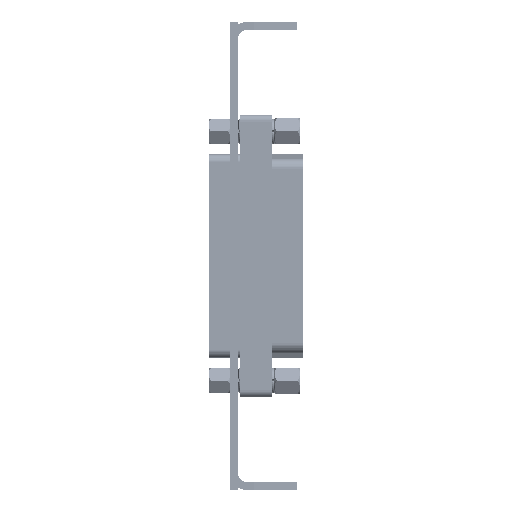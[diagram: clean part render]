
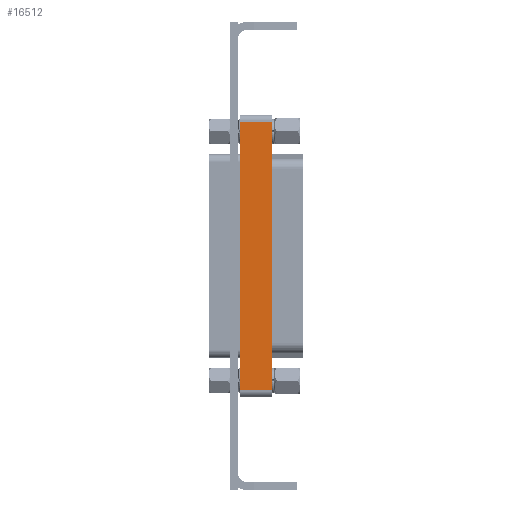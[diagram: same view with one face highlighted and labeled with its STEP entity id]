
A CAD part, left-side view. The second image highlights one B-rep face of the part: STEP entity #16512.
In plain terms, the highlighted face is planar.
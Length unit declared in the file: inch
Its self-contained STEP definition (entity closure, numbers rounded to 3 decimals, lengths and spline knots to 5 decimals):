
#491 = LINE ( 'NONE', #32310, #36436 ) ;
#701 = CARTESIAN_POINT ( 'NONE',  ( 1., -0.11811, 0.255 ) ) ;
#2240 = DIRECTION ( 'NONE',  ( -1., 0., 0. ) ) ;
#2978 = DIRECTION ( 'NONE',  ( 0., 1., 0. ) ) ;
#4970 = LINE ( 'NONE', #19828, #20849 ) ;
#5171 = ORIENTED_EDGE ( 'NONE', *, *, #18721, .T. ) ;
#5224 = CARTESIAN_POINT ( 'NONE',  ( -1., -0.11811, 0.255 ) ) ;
#5616 = DIRECTION ( 'NONE',  ( 1., 0., 0. ) ) ;
#8162 = VERTEX_POINT ( 'NONE', #10680 ) ;
#9348 = DIRECTION ( 'NONE',  ( 1., 0., 0. ) ) ;
#9576 = VECTOR ( 'NONE', #9348, 39.37008 ) ;
#10680 = CARTESIAN_POINT ( 'NONE',  ( -1., 0.11811, 0.255 ) ) ;
#11429 = EDGE_CURVE ( 'NONE', #26724, #17424, #4970, .T. ) ;
#15155 = DIRECTION ( 'NONE',  ( 0., -1., 0. ) ) ;
#15689 = CARTESIAN_POINT ( 'NONE',  ( -1.05, 0.11811, 0.255 ) ) ;
#16512 = ADVANCED_FACE ( 'NONE', ( #24920 ), #42745, .F. ) ;
#17424 = VERTEX_POINT ( 'NONE', #18702 ) ;
#17728 = VERTEX_POINT ( 'NONE', #5224 ) ;
#17739 = LINE ( 'NONE', #19188, #43684 ) ;
#18702 = CARTESIAN_POINT ( 'NONE',  ( 1., 0.11811, 0.255 ) ) ;
#18721 = EDGE_CURVE ( 'NONE', #8162, #17728, #491, .T. ) ;
#19188 = CARTESIAN_POINT ( 'NONE',  ( -1.05, -0.11811, 0.255 ) ) ;
#19828 = CARTESIAN_POINT ( 'NONE',  ( 1., 0.11811, 0.255 ) ) ;
#20849 = VECTOR ( 'NONE', #2978, 39.37008 ) ;
#21647 = EDGE_CURVE ( 'NONE', #8162, #17424, #28638, .T. ) ;
#22497 = DIRECTION ( 'NONE',  ( 0., 0., -1. ) ) ;
#24920 = FACE_OUTER_BOUND ( 'NONE', #35795, .T. ) ;
#26724 = VERTEX_POINT ( 'NONE', #701 ) ;
#28638 = LINE ( 'NONE', #43026, #9576 ) ;
#32034 = EDGE_CURVE ( 'NONE', #17728, #26724, #17739, .T. ) ;
#32310 = CARTESIAN_POINT ( 'NONE',  ( -1., 0.11811, 0.255 ) ) ;
#32363 = ORIENTED_EDGE ( 'NONE', *, *, #32034, .T. ) ;
#33943 = ORIENTED_EDGE ( 'NONE', *, *, #11429, .T. ) ;
#34539 = ORIENTED_EDGE ( 'NONE', *, *, #21647, .F. ) ;
#35129 = AXIS2_PLACEMENT_3D ( 'NONE', #15689, #22497, #2240 ) ;
#35795 = EDGE_LOOP ( 'NONE', ( #32363, #33943, #34539, #5171 ) ) ;
#36436 = VECTOR ( 'NONE', #15155, 39.37008 ) ;
#42745 = PLANE ( 'NONE',  #35129 ) ;
#43026 = CARTESIAN_POINT ( 'NONE',  ( -1.05, 0.11811, 0.255 ) ) ;
#43684 = VECTOR ( 'NONE', #5616, 39.37008 ) ;
